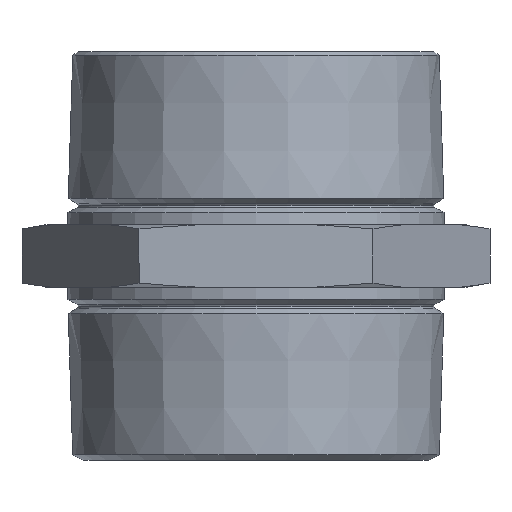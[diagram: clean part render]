
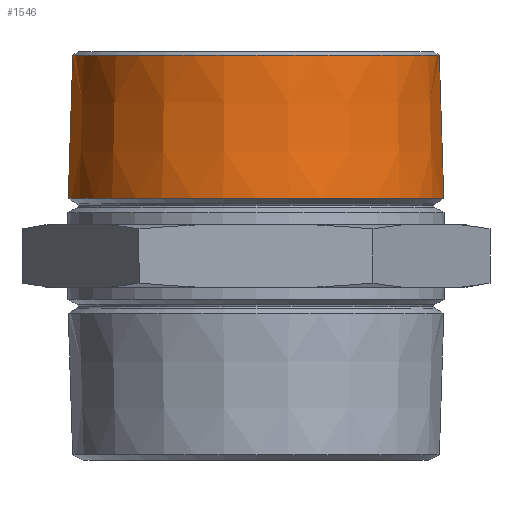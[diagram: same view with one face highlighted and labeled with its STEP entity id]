
A CAD part, front view. The second image highlights one B-rep face of the part: STEP entity #1546.
In plain terms, the highlighted conical face has half-angle 1.8 degrees and reference radius 30.243 mm.
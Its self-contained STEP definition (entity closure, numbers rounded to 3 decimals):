
#185 = EDGE_CURVE ( 'NONE', #1433, #1439, #579, .T. ) ;
#186 = ORIENTED_EDGE ( 'NONE', *, *, #1517, .T. ) ;
#269 = ORIENTED_EDGE ( 'NONE', *, *, #185, .T. ) ;
#576 = DIRECTION ( 'NONE',  ( 1., 0., 0. ) ) ;
#577 = DIRECTION ( 'NONE',  ( 0., 0., 1. ) ) ;
#578 = AXIS2_PLACEMENT_3D ( 'NONE', #585, #577, #576 ) ;
#579 = CIRCLE ( 'NONE', #578, 30.109 ) ;
#585 = CARTESIAN_POINT ( 'NONE',  ( 0., 0., 9.258 ) ) ;
#835 = CARTESIAN_POINT ( 'NONE',  ( -30.109, 0., 9.258 ) ) ;
#874 = CARTESIAN_POINT ( 'NONE',  ( 30.109, 0., 9.258 ) ) ;
#900 = CARTESIAN_POINT ( 'NONE',  ( -29.388, 0., 32.203 ) ) ;
#994 = DIRECTION ( 'NONE',  ( 0.031, 0., -1. ) ) ;
#995 = VECTOR ( 'NONE', #994, 1000. ) ;
#996 = CARTESIAN_POINT ( 'NONE',  ( 30.243, 0., 4.982 ) ) ;
#997 = LINE ( 'NONE', #996, #995 ) ;
#1021 = DIRECTION ( 'NONE',  ( -0.031, 0., -1. ) ) ;
#1022 = VECTOR ( 'NONE', #1021, 1000. ) ;
#1023 = CARTESIAN_POINT ( 'NONE',  ( -30.243, 0., 4.982 ) ) ;
#1024 = LINE ( 'NONE', #1023, #1022 ) ;
#1093 = DIRECTION ( 'NONE',  ( -1., 0., 0. ) ) ;
#1094 = DIRECTION ( 'NONE',  ( 0., 0., -1. ) ) ;
#1095 = CARTESIAN_POINT ( 'NONE',  ( 0., 0., 4.982 ) ) ;
#1096 = AXIS2_PLACEMENT_3D ( 'NONE', #1095, #1094, #1093 ) ;
#1097 = CONICAL_SURFACE ( 'NONE', #1096, 30.243, 0.031 ) ;
#1098 = FACE_OUTER_BOUND ( 'NONE', #1549, .T. ) ;
#1099 = DIRECTION ( 'NONE',  ( 1., 0., 0. ) ) ;
#1100 = DIRECTION ( 'NONE',  ( 0., 0., 1. ) ) ;
#1102 = AXIS2_PLACEMENT_3D ( 'NONE', #1109, #1100, #1099 ) ;
#1103 = CIRCLE ( 'NONE', #1102, 29.388 ) ;
#1109 = CARTESIAN_POINT ( 'NONE',  ( 0., 0., 32.203 ) ) ;
#1202 = CARTESIAN_POINT ( 'NONE',  ( 29.388, 0., 32.203 ) ) ;
#1433 = VERTEX_POINT ( 'NONE', #835 ) ;
#1439 = VERTEX_POINT ( 'NONE', #874 ) ;
#1461 = VERTEX_POINT ( 'NONE', #900 ) ;
#1504 = EDGE_CURVE ( 'NONE', #1596, #1439, #997, .T. ) ;
#1517 = EDGE_CURVE ( 'NONE', #1461, #1433, #1024, .T. ) ;
#1541 = EDGE_CURVE ( 'NONE', #1461, #1596, #1103, .T. ) ;
#1545 = ORIENTED_EDGE ( 'NONE', *, *, #1504, .F. ) ;
#1546 = ADVANCED_FACE ( 'NONE', ( #1098 ), #1097, .T. ) ;
#1549 = EDGE_LOOP ( 'NONE', ( #1545, #1563, #186, #269 ) ) ;
#1563 = ORIENTED_EDGE ( 'NONE', *, *, #1541, .F. ) ;
#1596 = VERTEX_POINT ( 'NONE', #1202 ) ;
